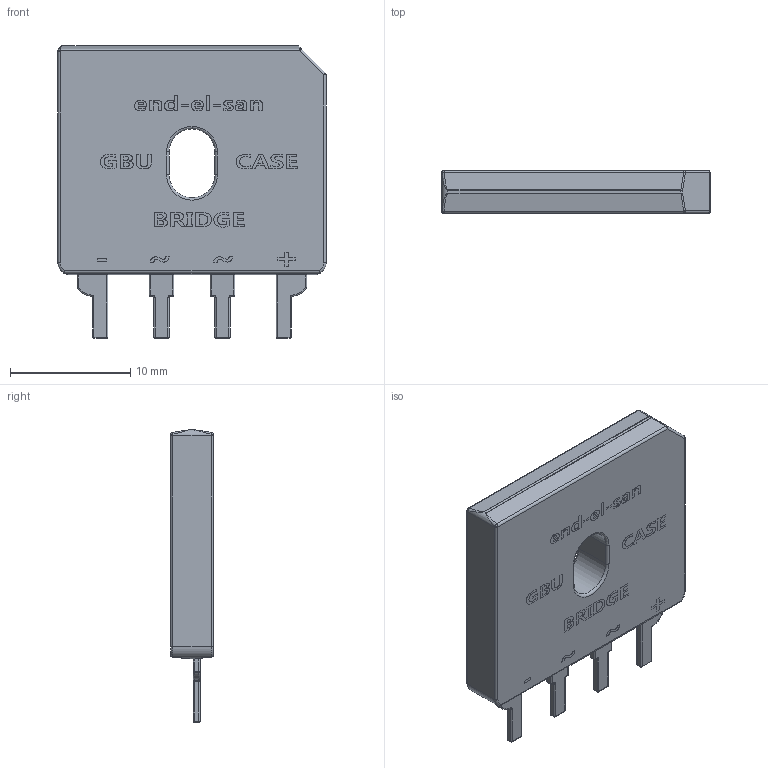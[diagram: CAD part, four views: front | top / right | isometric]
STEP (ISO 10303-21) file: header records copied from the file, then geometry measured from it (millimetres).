
FILE_DESCRIPTION (( 'STEP AP214' ), '1' );
FILE_NAME ('User Library-GBU.STEP', '2017-05-16T15:12:48', ( 'Windows User' ), ( '' ), 'SwSTEP 2.0', 'SolidWorks 2017', '' );
FILE_SCHEMA (( 'AUTOMOTIVE_DESIGN' ));
Length unit declared in the file: millimetre
Products named in the file (1): User Library-GBU
Bounding box: 22.3 x 3.56 x 24.33 mm (x, y, z)
Volume: 1439 mm3; surface area: 1214.3 mm2
Topology: 5 solids, 5 shells, 253 faces, 809 edges, 566 vertices
Faces by surface type: cylinder 94, plane 85, sphere 40, torus 28, bspline 6
Entity records: 13650 total; most frequent: CARTESIAN_POINT 3829, ORIENTED_EDGE 1542, DIRECTION 1355, EDGE_CURVE 771, VERTEX_POINT 566, AXIS2_PLACEMENT_3D 486, VECTOR 383, LINE 383
